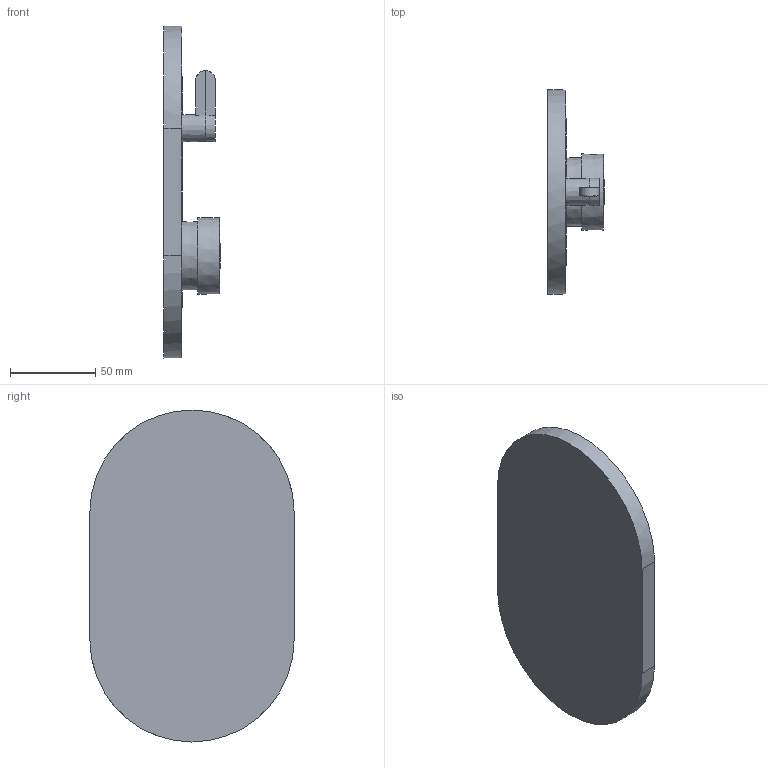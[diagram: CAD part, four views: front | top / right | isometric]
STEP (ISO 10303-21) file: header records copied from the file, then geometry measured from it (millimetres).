
FILE_DESCRIPTION(/* description */ ('Unknown'),/* implementation_level */ '2;1');
FILE_NAME(/* name */ '36321000',/* time_stamp */ '2022-09-09T12:19:37+02:00',/* author */ ('Unknown'),/* organization */ ('GROHE AG'),/* preprocessor_version */ 'ST-DEVELOPER v16.7',/* originating_system */ 'DEX',/* authorisation */ $);
FILE_SCHEMA (('AUTOMOTIVE_DESIGN {1 0 10303 214 3 1 1}'));
Length unit declared in the file: millimetre
Products named in the file (3): 36321000; id47
Assembly tree (2 placements, depth 2):
  36321000
    36321000
    id47
Bounding box: 33.22 x 120 x 195 mm (x, y, z)
Volume: 217752.2 mm3; surface area: 52671.6 mm2
Topology: 1 solids, 5 shells, 19 faces, 47 edges, 31 vertices
Faces by surface type: plane 9, cone 6, bspline 1, cylinder 1, torus 1, sphere 1
Entity records: 876 total; most frequent: CARTESIAN_POINT 370, DIRECTION 90, ORIENTED_EDGE 68, EDGE_CURVE 39, AXIS2_PLACEMENT_3D 38, VERTEX_POINT 28, EDGE_LOOP 24, FACE_BOUND 24
